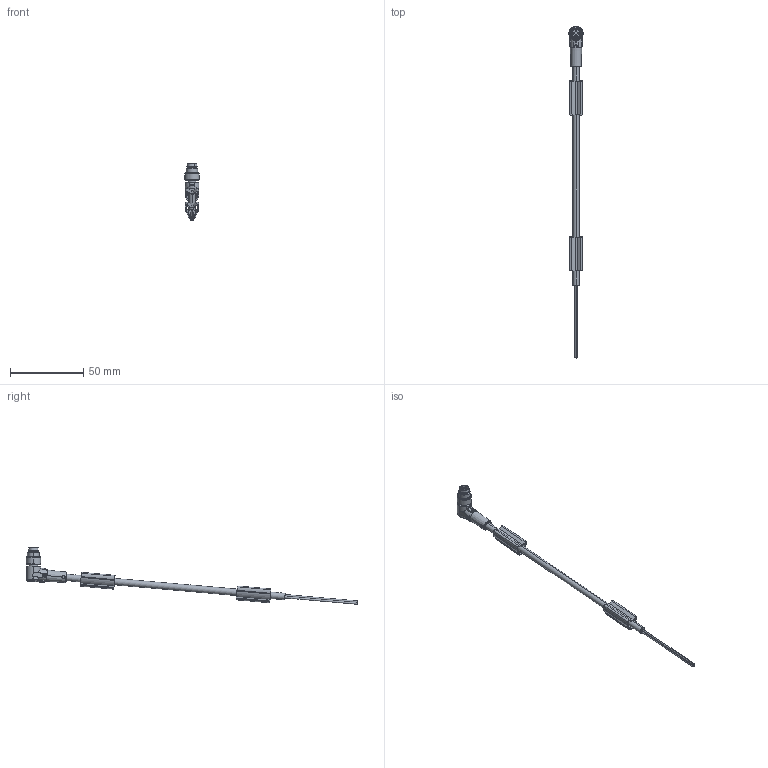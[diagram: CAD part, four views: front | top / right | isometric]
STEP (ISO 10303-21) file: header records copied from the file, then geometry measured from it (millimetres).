
FILE_DESCRIPTION(('SolidDesigner STEP Export'),'2;1');
FILE_NAME('1694114.stp','2010-11-23T14:44:28',(''),(''),'CoCreate Modeling STEP processor for AP214 (Solid Model)','CoCreate Modeling 16.00A 16-Aug-2008 (C) Parametric Technology GmbH','');
FILE_SCHEMA(('AUTOMOTIVE_DESIGN { 1 0 10303 214 1 1 1 1 }'));
Length unit declared in the file: millimetre
Products named in the file (2): 1694114
Assembly tree (1 placements, depth 2):
  1694114
    1694114
Bounding box: 9.9 x 226.96 x 38.7 mm (x, y, z)
Volume: 5619.5 mm3; surface area: 7010.3 mm2
Topology: 1 solids, 1 shells, 369 faces, 1024 edges, 664 vertices
Faces by surface type: cylinder 154, plane 110, extrusion 44, cone 28, torus 16, sphere 12, bspline 5
Entity records: 18364 total; most frequent: CARTESIAN_POINT 6962, ORIENTED_EDGE 2024, DIRECTION 1463, EDGE_CURVE 1012, VERTEX_POINT 664, AXIS2_PLACEMENT_3D 503, VECTOR 457, LINE 421
